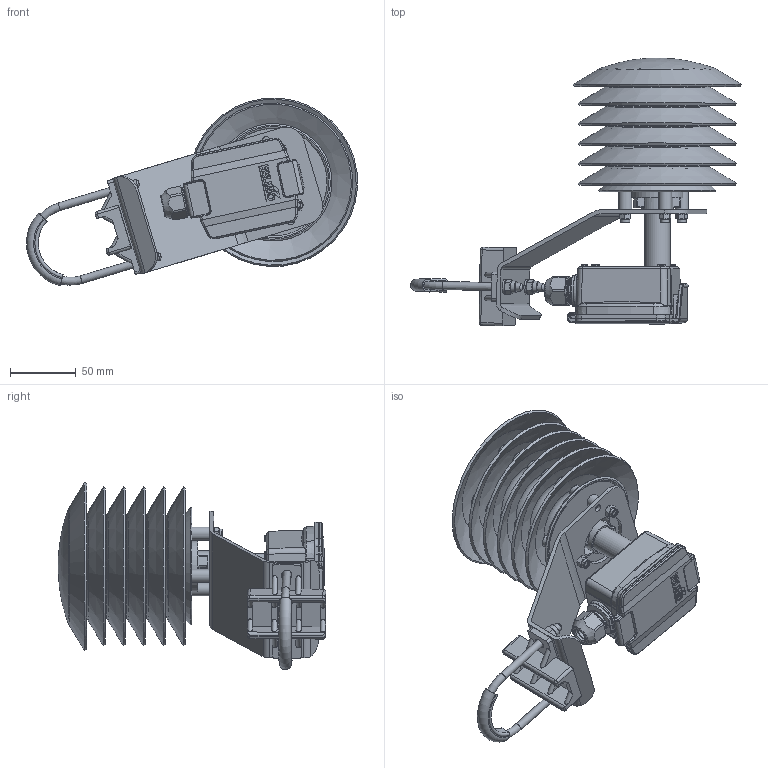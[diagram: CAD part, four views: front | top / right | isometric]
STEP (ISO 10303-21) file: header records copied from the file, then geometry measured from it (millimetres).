
FILE_DESCRIPTION(/* description */ (''),/* implementation_level */ '2;1');
FILE_NAME(/* name */ '25_22UTH_110X_130X_PUB.stp',/* time_stamp */ '2017-10-09T15:26:25+02:00',/* author */ (''),/* organization */ (''),/* preprocessor_version */ 'ST-DEVELOPER v11',/* originating_system */ 'SIEMENS UGS NX 6.0',/* authorisation */ '');
FILE_SCHEMA (('AUTOMOTIVE_DESIGN { 1 0 10303 214 1 1 1 1 }'));
Products named in the file (1): areg787Ejq2z
Bounding box: 252.21 x 203.89 x 143.13 mm (x, y, z)
Volume: 363857 mm3; surface area: 320997.5 mm2
Topology: 43 solids, 45 shells, 3113 faces, 7475 edges, 4402 vertices
Faces by surface type: bspline 956, cylinder 814, plane 586, torus 359, cone 256, sphere 76, extrusion 66
Full cylindrical faces by diameter (mm): 4.134 x3, 4.2 x3, 4.5 x3, 4.917 x3, 5 x3, 5.5 x2, 6 x21, 6.4 x2, 6.5 x4, 6.9 x3, 8 x3, 8.5 x4, 8.9 x2, 9 x30, 10 x4, 10.5 x5, 11 x2, 14 x1, 14.9 x1, 15.2 x2, 15.5 x1, 16.5 x1, 16.95 x4, 17 x2, 17.2 x1, 19 x1, 19.5 x1, 21 x1, 21.8 x1, 22 x1
Entity records: 118634 total; most frequent: CARTESIAN_POINT 52864, ORIENTED_EDGE 14020, DIRECTION 12660, EDGE_CURVE 7010, AXIS2_PLACEMENT_3D 5368, VERTEX_POINT 4260, EDGE_LOOP 3480, ADVANCED_FACE 3100
